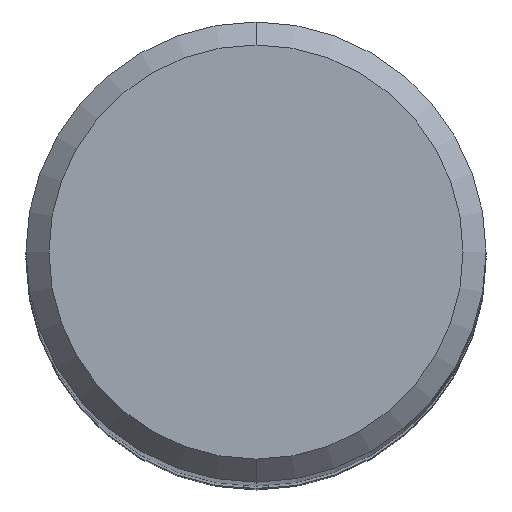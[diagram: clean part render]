
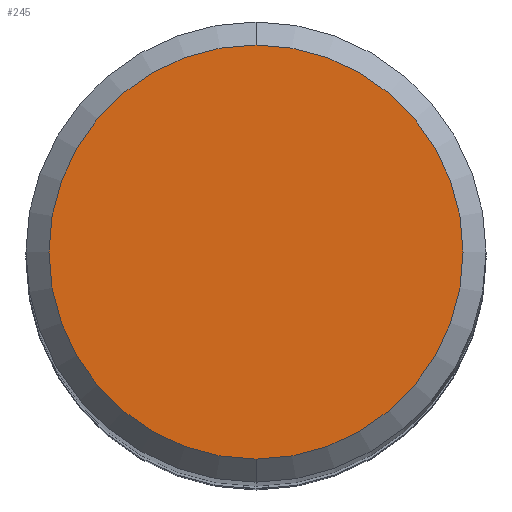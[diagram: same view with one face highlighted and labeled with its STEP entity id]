
A CAD part, top view. The second image highlights one B-rep face of the part: STEP entity #245.
In plain terms, the highlighted planar face has unit normal (0, 0, 1).
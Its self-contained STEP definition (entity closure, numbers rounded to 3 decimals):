
#217=VERTEX_POINT('',#552);
#245=ADVANCED_FACE('',(#581),#582,.T.);
#307=VERTEX_POINT('',#649);
#361=EDGE_CURVE('',#307,#217,#711,.T.);
#415=EDGE_CURVE('',#217,#307,#769,.T.);
#552=CARTESIAN_POINT('',(0.0,4.5,0.0));
#581=FACE_OUTER_BOUND('',#992,.T.);
#582=PLANE('',#993);
#649=CARTESIAN_POINT('',(0.,-4.5,0.0));
#711=CIRCLE('',#1281,4.5);
#769=CIRCLE('',#1418,4.5);
#992=EDGE_LOOP('',(#1635,#1636));
#993=AXIS2_PLACEMENT_3D('',#1637,#1638,#1639);
#1281=AXIS2_PLACEMENT_3D('',#1792,#1793,#1794);
#1418=AXIS2_PLACEMENT_3D('',#1848,#1849,#1850);
#1635=ORIENTED_EDGE('',*,*,#415,.F.);
#1636=ORIENTED_EDGE('',*,*,#361,.F.);
#1637=CARTESIAN_POINT('',(0.0,2.25,0.0));
#1638=DIRECTION('',(-0.0,0.0,1.0));
#1639=DIRECTION('',(0.0,-1.0,0.0));
#1792=CARTESIAN_POINT('',(0.0,0.0,0.0));
#1793=DIRECTION('',(0.0,0.0,-1.0));
#1794=DIRECTION('',(0.0,1.0,0.0));
#1848=CARTESIAN_POINT('',(0.0,0.0,0.0));
#1849=DIRECTION('',(0.0,0.0,-1.0));
#1850=DIRECTION('',(0.0,1.0,0.0));
